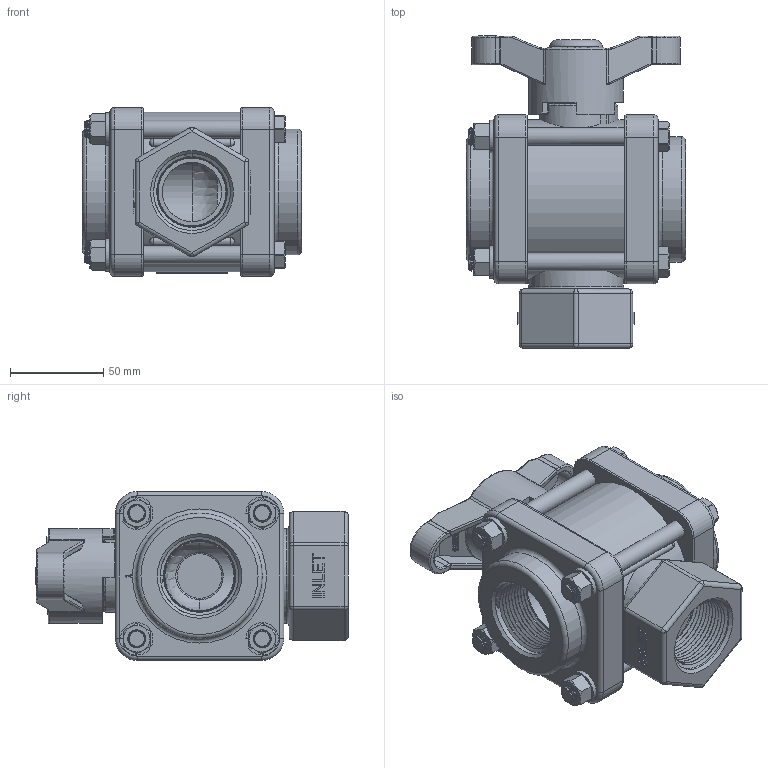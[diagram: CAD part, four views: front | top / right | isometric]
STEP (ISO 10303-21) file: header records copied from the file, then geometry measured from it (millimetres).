
FILE_DESCRIPTION(/* description */ ('1 1/4" BOTTOM LOAD 3-WAY VALVE'),/* implementation_level */ '2;1');
FILE_NAME(/* name */ 'V125BL.stp',/* time_stamp */ '2023-04-24T11:30:37-04:00',/* author */ ('MEG'),/* organization */ (''),/* preprocessor_version */ 'ST-DEVELOPER v18.1',/* originating_system */ 'Autodesk Inventor 2022',/* authorisation */ '');
FILE_SCHEMA (('AUTOMOTIVE_DESIGN { 1 0 10303 214 3 1 1 }'));
Products named in the file (23): V125BL; V20021; V20344B; V20344BX; V20355B; V20355BM; VX20355B; V20353C; V20018; V20353TB; V20020; V20264; V20151M; V20151; V20019; V20267; VX20267; V20017; V20163; V20159; VE20258A; 050DECAL; V20060
Assembly tree (34 placements, depth 4):
  V125BL
    V20021
    V20344B
      V20344BX
    V20355B
      V20355BM
        VX20355B
    V20353C
    V20018  x4
    V20353TB
    V20020
    V20264  x2
    V20151M
      V20151
    V20019  x4
    V20267  x2
      VX20267
    V20017  x4
    V20163
    V20159
    VE20258A  x2
    050DECAL
    V20060
Bounding box: 117.35 x 167.51 x 90.42 mm (x, y, z)
Volume: 681727.9 mm3; surface area: 202597.5 mm2
Topology: 30 solids, 30 shells, 2964 faces, 7505 edges, 4796 vertices
Faces by surface type: plane 1364, cylinder 560, bspline 498, cone 361, torus 145, sphere 36
Full cylindrical faces by diameter (mm): 4.978 x1, 7.144 x1, 8.128 x1, 8.236 x60, 8.915 x4, 9.525 x64, 10.312 x8, 12.7 x1, 18.898 x1, 19.05 x1, 19.075 x1, 19.304 x1, 21.844 x4, 23.368 x1, 23.495 x1, 23.812 x1, 24.13 x1, 25.4 x2, 25.527 x3, 26.67 x1, 31.75 x1, 31.877 x1, 32.512 x1, 37.084 x2, 37.973 x2, 38.1 x6, 50.546 x2, 50.8 x2, 50.902 x2, 57.404 x2
Entity records: 84930 total; most frequent: CARTESIAN_POINT 29058, ORIENTED_EDGE 11952, DIRECTION 9790, EDGE_CURVE 5976, VERTEX_POINT 3873, LINE 3816, VECTOR 3816, AXIS2_PLACEMENT_3D 2987
